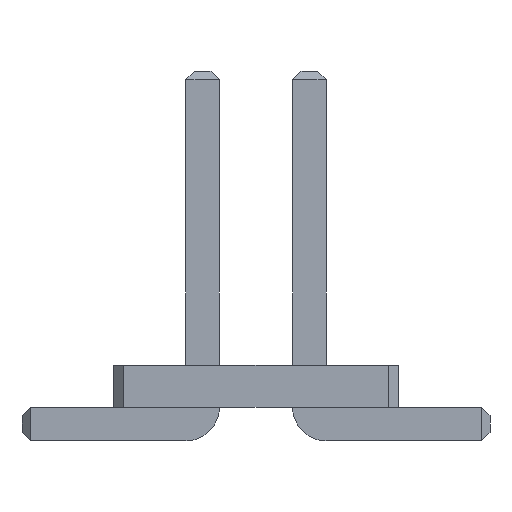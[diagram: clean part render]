
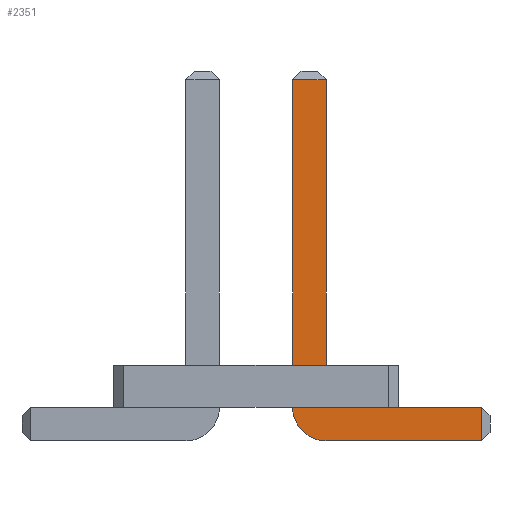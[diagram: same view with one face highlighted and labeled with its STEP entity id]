
A CAD part, front view. The second image highlights one B-rep face of the part: STEP entity #2351.
In plain terms, the highlighted planar face has unit normal (0, -1, 0).
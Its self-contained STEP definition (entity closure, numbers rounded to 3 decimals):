
#67=DIRECTION('',(1.,0.,0.));
#1010=VECTOR('',#67,1.);
#1063=DIRECTION('',(-1.,0.,0.));
#2003=VECTOR('',#1063,1.);
#2160=DIRECTION('',(-0.,1.,0.));
#2161=DIRECTION('',(0.,0.,-1.));
#2168=VECTOR('',#2169,1.);
#2169=DIRECTION('',(0.,0.,1.));
#2180=VECTOR('',#2161,1.);
#2192=DIRECTION('',(0.,1.,0.));
#2193=DIRECTION('',(1.,0.,0.));
#2200=VERTEX_POINT('',#2201);
#2201=CARTESIAN_POINT('',(2.685,-10.36,0.));
#2204=ORIENTED_EDGE('',*,*,#2205,.T.);
#2205=EDGE_CURVE('',#2200,#2206,#2208,.T.);
#2206=VERTEX_POINT('',#2207);
#2207=CARTESIAN_POINT('',(0.835,-10.36,0.));
#2208=LINE('',#2209,#2003);
#2209=CARTESIAN_POINT('',(2.785,-10.36,0.));
#2246=VERTEX_POINT('',#2247);
#2247=CARTESIAN_POINT('',(0.435,-10.36,0.4));
#2250=EDGE_CURVE('',#2206,#2246,#2251,.T.);
#2251=CIRCLE('',#2252,0.4);
#2252=AXIS2_PLACEMENT_3D('',#2253,#2160,#2161);
#2253=CARTESIAN_POINT('',(0.835,-10.36,0.4));
#2262=VERTEX_POINT('',#2253);
#2264=ORIENTED_EDGE('',*,*,#2265,.T.);
#2265=EDGE_CURVE('',#2262,#2266,#2268,.T.);
#2266=VERTEX_POINT('',#2267);
#2267=CARTESIAN_POINT('',(2.685,-10.36,0.4));
#2268=LINE('',#2253,#1010);
#2278=ORIENTED_EDGE('',*,*,#2279,.T.);
#2279=EDGE_CURVE('',#2246,#2280,#2282,.T.);
#2280=VERTEX_POINT('',#2281);
#2281=CARTESIAN_POINT('',(0.435,-10.36,4.3));
#2282=LINE('',#2283,#2168);
#2283=CARTESIAN_POINT('',(0.435,-10.36,0.));
#2296=VERTEX_POINT('',#2297);
#2297=CARTESIAN_POINT('',(0.835,-10.36,4.3));
#2299=ORIENTED_EDGE('',*,*,#2300,.T.);
#2300=EDGE_CURVE('',#2296,#2262,#2301,.T.);
#2301=LINE('',#2302,#2180);
#2302=CARTESIAN_POINT('',(0.835,-10.36,4.4));
#2351=ADVANCED_FACE('',(#2352),#2361,.F.);
#2352=FACE_BOUND('',#2353,.F.);
#2353=EDGE_LOOP('',(#2204,#2354,#2278,#2355,#2299,#2264,#2358));
#2354=ORIENTED_EDGE('',*,*,#2250,.T.);
#2355=ORIENTED_EDGE('',*,*,#2356,.T.);
#2356=EDGE_CURVE('',#2280,#2296,#2357,.T.);
#2357=LINE('',#2281,#1010);
#2358=ORIENTED_EDGE('',*,*,#2359,.T.);
#2359=EDGE_CURVE('',#2266,#2200,#2360,.T.);
#2360=LINE('',#2267,#2180);
#2361=PLANE('',#2362);
#2362=AXIS2_PLACEMENT_3D('',#2363,#2192,#2193);
#2363=CARTESIAN_POINT('',(1.032,-10.36,1.622));
